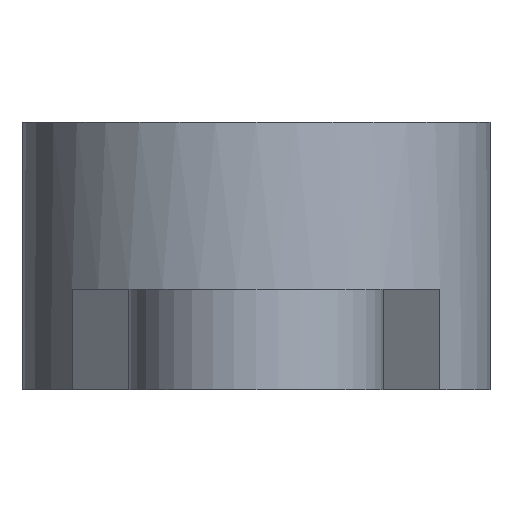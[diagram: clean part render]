
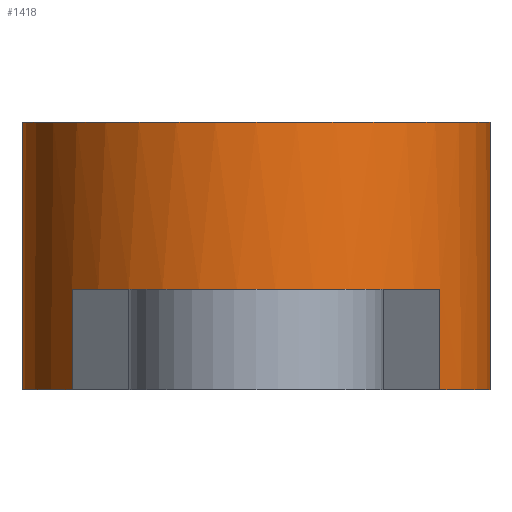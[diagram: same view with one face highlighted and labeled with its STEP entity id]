
A CAD part, front view. The second image highlights one B-rep face of the part: STEP entity #1418.
In plain terms, the highlighted cylindrical face has radius 3.5 mm (diameter 7 mm), a full revolution.
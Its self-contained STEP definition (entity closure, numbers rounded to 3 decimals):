
#22=CYLINDRICAL_SURFACE('',#1518,3.5);
#58=CIRCLE('',#1448,3.5);
#74=CIRCLE('',#1517,3.5);
#75=CIRCLE('',#1519,3.5);
#76=CIRCLE('',#1520,3.5);
#77=CIRCLE('',#1521,3.5);
#78=CIRCLE('',#1522,3.5);
#150=FACE_OUTER_BOUND('',#227,.T.);
#227=EDGE_LOOP('',(#1225,#1226,#1227,#1228,#1229,#1230,#1231,#1232,#1233,
#1234,#1235,#1236));
#398=LINE('',#2236,#560);
#404=LINE('',#2251,#566);
#405=LINE('',#2256,#567);
#406=LINE('',#2260,#568);
#407=LINE('',#2264,#569);
#560=VECTOR('',#1825,10.);
#566=VECTOR('',#1839,10.);
#567=VECTOR('',#1846,3.5);
#568=VECTOR('',#1849,10.);
#569=VECTOR('',#1852,10.);
#589=VERTEX_POINT('',#1941);
#686=VERTEX_POINT('',#2233);
#687=VERTEX_POINT('',#2235);
#691=VERTEX_POINT('',#2247);
#692=VERTEX_POINT('',#2249);
#693=VERTEX_POINT('',#2255);
#694=VERTEX_POINT('',#2257);
#695=VERTEX_POINT('',#2259);
#696=VERTEX_POINT('',#2261);
#697=VERTEX_POINT('',#2263);
#722=EDGE_CURVE('',#589,#589,#58,.T.);
#868=EDGE_CURVE('',#687,#686,#398,.T.);
#876=EDGE_CURVE('',#691,#692,#404,.T.);
#877=EDGE_CURVE('',#687,#692,#74,.T.);
#878=EDGE_CURVE('',#589,#693,#405,.T.);
#879=EDGE_CURVE('',#693,#694,#75,.T.);
#880=EDGE_CURVE('',#694,#695,#406,.T.);
#881=EDGE_CURVE('',#696,#695,#76,.T.);
#882=EDGE_CURVE('',#696,#697,#407,.T.);
#883=EDGE_CURVE('',#697,#691,#77,.T.);
#884=EDGE_CURVE('',#686,#693,#78,.T.);
#1225=ORIENTED_EDGE('',*,*,#722,.F.);
#1226=ORIENTED_EDGE('',*,*,#878,.T.);
#1227=ORIENTED_EDGE('',*,*,#879,.T.);
#1228=ORIENTED_EDGE('',*,*,#880,.T.);
#1229=ORIENTED_EDGE('',*,*,#881,.F.);
#1230=ORIENTED_EDGE('',*,*,#882,.T.);
#1231=ORIENTED_EDGE('',*,*,#883,.T.);
#1232=ORIENTED_EDGE('',*,*,#876,.T.);
#1233=ORIENTED_EDGE('',*,*,#877,.F.);
#1234=ORIENTED_EDGE('',*,*,#868,.T.);
#1235=ORIENTED_EDGE('',*,*,#884,.T.);
#1236=ORIENTED_EDGE('',*,*,#878,.F.);
#1418=ADVANCED_FACE('',(#150),#22,.T.);
#1448=AXIS2_PLACEMENT_3D('',#1942,#1565,#1566);
#1517=AXIS2_PLACEMENT_3D('',#2253,#1842,#1843);
#1518=AXIS2_PLACEMENT_3D('',#2254,#1844,#1845);
#1519=AXIS2_PLACEMENT_3D('',#2258,#1847,#1848);
#1520=AXIS2_PLACEMENT_3D('',#2262,#1850,#1851);
#1521=AXIS2_PLACEMENT_3D('',#2265,#1853,#1854);
#1522=AXIS2_PLACEMENT_3D('',#2266,#1855,#1856);
#1565=DIRECTION('center_axis',(0.,0.,1.));
#1566=DIRECTION('ref_axis',(1.,0.,0.));
#1825=DIRECTION('',(0.,0.,-1.));
#1839=DIRECTION('',(0.,0.,1.));
#1842=DIRECTION('center_axis',(0.,0.,-1.));
#1843=DIRECTION('ref_axis',(1.,0.,0.));
#1844=DIRECTION('center_axis',(0.,0.,1.));
#1845=DIRECTION('ref_axis',(1.,0.,0.));
#1846=DIRECTION('',(0.,0.,-1.));
#1847=DIRECTION('center_axis',(0.,0.,1.));
#1848=DIRECTION('ref_axis',(1.,0.,0.));
#1849=DIRECTION('',(0.,0.,1.));
#1850=DIRECTION('center_axis',(0.,0.,-1.));
#1851=DIRECTION('ref_axis',(1.,0.,0.));
#1852=DIRECTION('',(0.,0.,-1.));
#1853=DIRECTION('center_axis',(0.,0.,1.));
#1854=DIRECTION('ref_axis',(1.,0.,0.));
#1855=DIRECTION('center_axis',(0.,0.,1.));
#1856=DIRECTION('ref_axis',(1.,0.,0.));
#1941=CARTESIAN_POINT('',(-3.5,0.,4.));
#1942=CARTESIAN_POINT('Origin',(0.,0.,4.));
#2233=CARTESIAN_POINT('',(-2.75,2.165,0.));
#2235=CARTESIAN_POINT('',(-2.75,2.165,1.5));
#2236=CARTESIAN_POINT('',(-2.75,2.165,0.));
#2247=CARTESIAN_POINT('',(2.75,2.165,0.));
#2249=CARTESIAN_POINT('',(2.75,2.165,1.5));
#2251=CARTESIAN_POINT('',(2.75,2.165,0.));
#2253=CARTESIAN_POINT('Origin',(0.,0.,1.5));
#2254=CARTESIAN_POINT('Origin',(0.,0.,0.));
#2255=CARTESIAN_POINT('',(-3.5,0.,0.));
#2256=CARTESIAN_POINT('',(-3.5,0.,0.));
#2257=CARTESIAN_POINT('',(-2.75,-2.165,0.));
#2258=CARTESIAN_POINT('Origin',(0.,0.,0.));
#2259=CARTESIAN_POINT('',(-2.75,-2.165,1.5));
#2260=CARTESIAN_POINT('',(-2.75,-2.165,0.));
#2261=CARTESIAN_POINT('',(2.75,-2.165,1.5));
#2262=CARTESIAN_POINT('Origin',(0.,0.,1.5));
#2263=CARTESIAN_POINT('',(2.75,-2.165,0.));
#2264=CARTESIAN_POINT('',(2.75,-2.165,0.));
#2265=CARTESIAN_POINT('Origin',(0.,0.,0.));
#2266=CARTESIAN_POINT('Origin',(0.,0.,0.));
